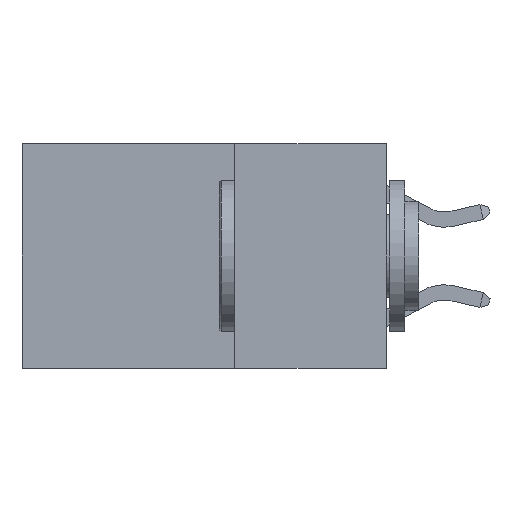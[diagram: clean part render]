
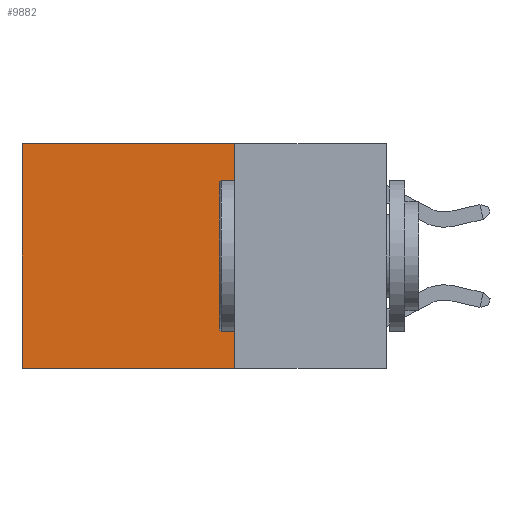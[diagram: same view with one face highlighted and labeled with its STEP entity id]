
A CAD part, left-side view. The second image highlights one B-rep face of the part: STEP entity #9882.
In plain terms, the highlighted planar face has unit normal (-1, 0, 0).
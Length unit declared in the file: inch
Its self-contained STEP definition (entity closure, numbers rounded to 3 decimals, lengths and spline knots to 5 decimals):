
#623 = EDGE_CURVE ( 'NONE', #24479, #1445, #12973, .T. ) ;
#675 = EDGE_CURVE ( 'NONE', #24479, #18525, #23876, .T. ) ;
#816 = EDGE_LOOP ( 'NONE', ( #21446, #22629, #26951, #19713 ) ) ;
#1445 = VERTEX_POINT ( 'NONE', #12654 ) ;
#2186 = EDGE_CURVE ( 'NONE', #1445, #10062, #18496, .T. ) ;
#3577 = CARTESIAN_POINT ( 'NONE',  ( 0.2625, 0.6, 0. ) ) ;
#4755 = CARTESIAN_POINT ( 'NONE',  ( 0.2625, 0.25, 0. ) ) ;
#6529 = CARTESIAN_POINT ( 'NONE',  ( 0.2625, 0.25, 0. ) ) ;
#7507 = DIRECTION ( 'NONE',  ( 0., 0., -1. ) ) ;
#9568 = CARTESIAN_POINT ( 'NONE',  ( 0.2625, 0.25, 0. ) ) ;
#9882 = ADVANCED_FACE ( 'NONE', ( #11621 ), #20019, .F. ) ;
#10062 = VERTEX_POINT ( 'NONE', #19166 ) ;
#11621 = FACE_OUTER_BOUND ( 'NONE', #816, .T. ) ;
#12654 = CARTESIAN_POINT ( 'NONE',  ( 0.2625, 0.25, -0.37 ) ) ;
#12973 = LINE ( 'NONE', #4755, #20040 ) ;
#12983 = VECTOR ( 'NONE', #16421, 39.37008 ) ;
#14530 = EDGE_CURVE ( 'NONE', #18525, #10062, #20006, .T. ) ;
#16421 = DIRECTION ( 'NONE',  ( 0., 1., 0. ) ) ;
#17576 = CARTESIAN_POINT ( 'NONE',  ( 0.2625, 0.25, 0. ) ) ;
#17966 = DIRECTION ( 'NONE',  ( 1., 0., 0. ) ) ;
#18496 = LINE ( 'NONE', #18758, #12983 ) ;
#18525 = VERTEX_POINT ( 'NONE', #3577 ) ;
#18758 = CARTESIAN_POINT ( 'NONE',  ( 0.2625, 0.25, -0.37 ) ) ;
#19166 = CARTESIAN_POINT ( 'NONE',  ( 0.2625, 0.6, -0.37 ) ) ;
#19403 = VECTOR ( 'NONE', #19741, 39.37008 ) ;
#19713 = ORIENTED_EDGE ( 'NONE', *, *, #675, .T. ) ;
#19730 = DIRECTION ( 'NONE',  ( 0., 0., -1. ) ) ;
#19741 = DIRECTION ( 'NONE',  ( 0., 0., -1. ) ) ;
#20006 = LINE ( 'NONE', #21814, #19403 ) ;
#20019 = PLANE ( 'NONE',  #21153 ) ;
#20040 = VECTOR ( 'NONE', #19730, 39.37008 ) ;
#20481 = VECTOR ( 'NONE', #23335, 39.37008 ) ;
#21153 = AXIS2_PLACEMENT_3D ( 'NONE', #9568, #17966, #7507 ) ;
#21446 = ORIENTED_EDGE ( 'NONE', *, *, #14530, .T. ) ;
#21814 = CARTESIAN_POINT ( 'NONE',  ( 0.2625, 0.6, 0. ) ) ;
#22629 = ORIENTED_EDGE ( 'NONE', *, *, #2186, .F. ) ;
#23335 = DIRECTION ( 'NONE',  ( 0., 1., 0. ) ) ;
#23876 = LINE ( 'NONE', #6529, #20481 ) ;
#24479 = VERTEX_POINT ( 'NONE', #17576 ) ;
#26951 = ORIENTED_EDGE ( 'NONE', *, *, #623, .F. ) ;
